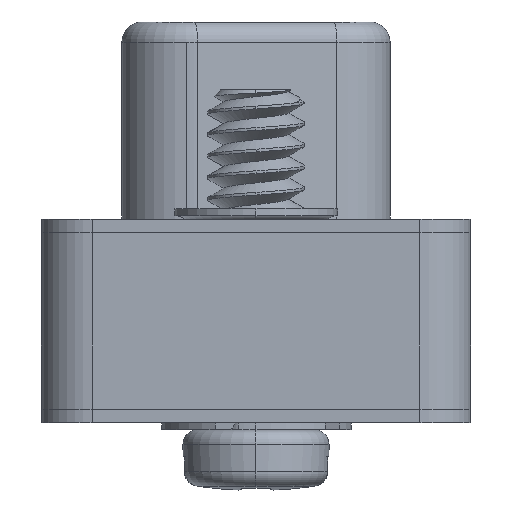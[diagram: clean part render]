
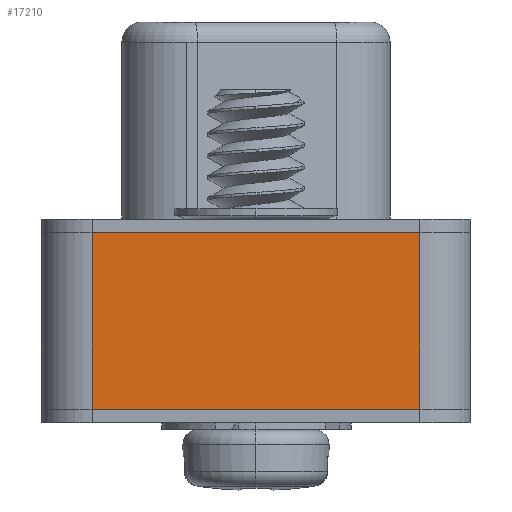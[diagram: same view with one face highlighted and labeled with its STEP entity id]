
A CAD part, left-side view. The second image highlights one B-rep face of the part: STEP entity #17210.
In plain terms, the highlighted planar face has unit normal (-1, 0, 0).
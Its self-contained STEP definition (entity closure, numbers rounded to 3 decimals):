
#3925 = EDGE_CURVE ( 'NONE', #11708, #11711, #15303, .T. ) ;
#3943 = EDGE_CURVE ( 'NONE', #11719, #11720, #15325, .T. ) ;
#3944 = EDGE_CURVE ( 'NONE', #11708, #11719, #15328, .T. ) ;
#3945 = EDGE_CURVE ( 'NONE', #11711, #11720, #15331, .T. ) ;
#4925 = FACE_OUTER_BOUND ( 'NONE', #12492, .T. ) ;
#6907 = CARTESIAN_POINT ( 'NONE',  ( -19.7, -4.825, 2.6 ) ) ;
#6913 = PLANE ( 'NONE',  #26208 ) ;
#6916 = DIRECTION ( 'NONE',  ( 1., 0., 0. ) ) ;
#6917 = DIRECTION ( 'NONE',  ( 0., 0., -1. ) ) ;
#10439 = ORIENTED_EDGE ( 'NONE', *, *, #3943, .T. ) ;
#10440 = ORIENTED_EDGE ( 'NONE', *, *, #3945, .F. ) ;
#10441 = ORIENTED_EDGE ( 'NONE', *, *, #3925, .F. ) ;
#10442 = ORIENTED_EDGE ( 'NONE', *, *, #3944, .T. ) ;
#11708 = VERTEX_POINT ( 'NONE', #24802 ) ;
#11711 = VERTEX_POINT ( 'NONE', #24805 ) ;
#11719 = VERTEX_POINT ( 'NONE', #24813 ) ;
#11720 = VERTEX_POINT ( 'NONE', #24814 ) ;
#12492 = EDGE_LOOP ( 'NONE', ( #10439, #10440, #10441, #10442 ) ) ;
#15303 = LINE ( 'NONE', #16593, #15305 ) ;
#15305 = VECTOR ( 'NONE', #16386, 1000. ) ;
#15325 = LINE ( 'NONE', #16368, #15330 ) ;
#15328 = LINE ( 'NONE', #16754, #15332 ) ;
#15330 = VECTOR ( 'NONE', #16400, 1000. ) ;
#15331 = LINE ( 'NONE', #16637, #15334 ) ;
#15332 = VECTOR ( 'NONE', #16559, 1000. ) ;
#15334 = VECTOR ( 'NONE', #16643, 1000. ) ;
#16368 = CARTESIAN_POINT ( 'NONE',  ( -19.7, -4.825, -2.6 ) ) ;
#16386 = DIRECTION ( 'NONE',  ( 0., -1., 0. ) ) ;
#16400 = DIRECTION ( 'NONE',  ( 0., -1., 0. ) ) ;
#16559 = DIRECTION ( 'NONE',  ( 0., 0., -1. ) ) ;
#16593 = CARTESIAN_POINT ( 'NONE',  ( -19.7, -4.825, 2.6 ) ) ;
#16637 = CARTESIAN_POINT ( 'NONE',  ( -19.7, -4.825, 2.6 ) ) ;
#16643 = DIRECTION ( 'NONE',  ( 0., 0., -1. ) ) ;
#16754 = CARTESIAN_POINT ( 'NONE',  ( -19.7, 4.825, 2.6 ) ) ;
#17210 = ADVANCED_FACE ( 'NONE', ( #4925 ), #6913, .F. ) ;
#24802 = CARTESIAN_POINT ( 'NONE',  ( -19.7, 4.825, 2.6 ) ) ;
#24805 = CARTESIAN_POINT ( 'NONE',  ( -19.7, -4.825, 2.6 ) ) ;
#24813 = CARTESIAN_POINT ( 'NONE',  ( -19.7, 4.825, -2.6 ) ) ;
#24814 = CARTESIAN_POINT ( 'NONE',  ( -19.7, -4.825, -2.6 ) ) ;
#26208 = AXIS2_PLACEMENT_3D ( 'NONE', #6907, #6916, #6917 ) ;
